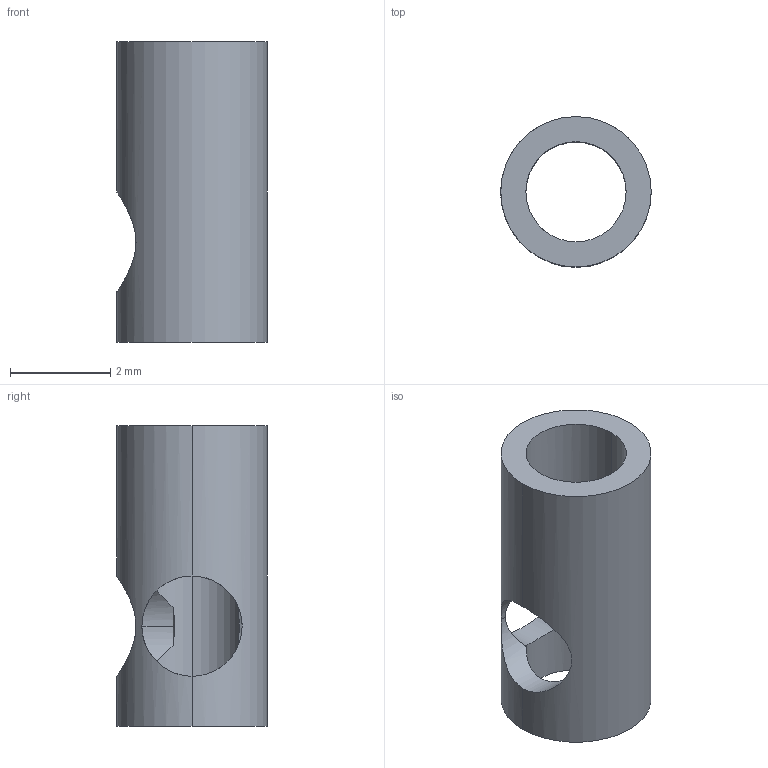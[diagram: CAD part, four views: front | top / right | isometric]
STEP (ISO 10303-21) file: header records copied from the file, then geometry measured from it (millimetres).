
FILE_DESCRIPTION((''),'2;1');
FILE_NAME('RC_IIT_010_P_063','2021-10-19T14:05:30',('silo-mech'),(''),'CREO PARAMETRIC BY PTC INC, 2020454','CREO PARAMETRIC BY PTC INC, 2020454','');
FILE_SCHEMA(('CONFIG_CONTROL_DESIGN'));
Length unit declared in the file: millimetre
Products named in the file (1): RC_IIT_010_P_063
Bounding box: 3 x 3 x 6 mm (x, y, z)
Volume: 20.2 mm3; surface area: 95.5 mm2
Topology: 1 solids, 1 shells, 12 faces, 38 edges, 25 vertices
Faces by surface type: cylinder 8, plane 2, cone 2
Entity records: 645 total; most frequent: CARTESIAN_POINT 276, ORIENTED_EDGE 76, DIRECTION 58, EDGE_CURVE 38, VERTEX_POINT 25, AXIS2_PLACEMENT_3D 24, B_SPLINE_CURVE_WITH_KNOTS 16, EDGE_LOOP 15
